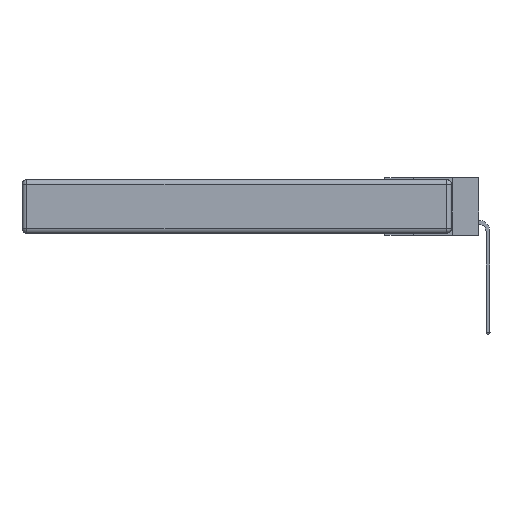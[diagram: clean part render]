
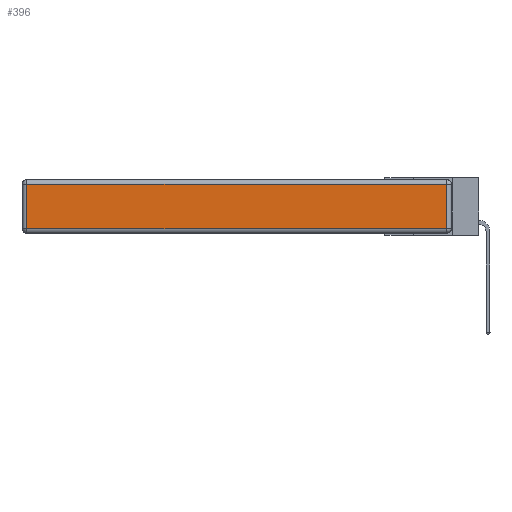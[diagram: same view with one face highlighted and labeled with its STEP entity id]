
A CAD part, left-side view. The second image highlights one B-rep face of the part: STEP entity #396.
In plain terms, the highlighted planar face has unit normal (-1, 0, 0).
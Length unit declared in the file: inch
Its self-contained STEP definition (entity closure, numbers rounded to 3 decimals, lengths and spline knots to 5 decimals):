
#384 = CARTESIAN_POINT ( 'NONE',  ( 0., 0.03, -0.03 ) ) ;
#396 = ADVANCED_FACE ( 'NONE', ( #9996 ), #14954, .T. ) ;
#1080 = EDGE_CURVE ( 'NONE', #1359, #2164, #21245, .T. ) ;
#1166 = EDGE_CURVE ( 'NONE', #21207, #14779, #9641, .T. ) ;
#1241 = DIRECTION ( 'NONE',  ( 0., 1., 0. ) ) ;
#1359 = VERTEX_POINT ( 'NONE', #384 ) ;
#2164 = VERTEX_POINT ( 'NONE', #27055 ) ;
#3381 = VECTOR ( 'NONE', #1241, 39.37008 ) ;
#4189 = VECTOR ( 'NONE', #18873, 39.37008 ) ;
#4353 = DIRECTION ( 'NONE',  ( -1., 0., 0. ) ) ;
#4367 = DIRECTION ( 'NONE',  ( 0., 0., 1. ) ) ;
#4752 = EDGE_CURVE ( 'NONE', #2164, #21207, #25022, .T. ) ;
#5534 = EDGE_LOOP ( 'NONE', ( #12730, #5921, #7708, #20748 ) ) ;
#5921 = ORIENTED_EDGE ( 'NONE', *, *, #9843, .T. ) ;
#7708 = ORIENTED_EDGE ( 'NONE', *, *, #1080, .T. ) ;
#9641 = LINE ( 'NONE', #21069, #15639 ) ;
#9843 = EDGE_CURVE ( 'NONE', #14779, #1359, #23501, .T. ) ;
#9996 = FACE_OUTER_BOUND ( 'NONE', #5534, .T. ) ;
#11115 = AXIS2_PLACEMENT_3D ( 'NONE', #19013, #4353, #23271 ) ;
#11360 = DIRECTION ( 'NONE',  ( 0., -1., 0. ) ) ;
#12730 = ORIENTED_EDGE ( 'NONE', *, *, #1166, .T. ) ;
#13617 = CARTESIAN_POINT ( 'NONE',  ( 0., 2.72, -0.313 ) ) ;
#14779 = VERTEX_POINT ( 'NONE', #25702 ) ;
#14954 = PLANE ( 'NONE',  #11115 ) ;
#15259 = VECTOR ( 'NONE', #4367, 39.37008 ) ;
#15639 = VECTOR ( 'NONE', #11360, 39.37008 ) ;
#16762 = CARTESIAN_POINT ( 'NONE',  ( 0., 2.72, -0.343 ) ) ;
#17355 = CARTESIAN_POINT ( 'NONE',  ( 0., 0.03, -0.343 ) ) ;
#18873 = DIRECTION ( 'NONE',  ( 0., 0., -1. ) ) ;
#19013 = CARTESIAN_POINT ( 'NONE',  ( 0., 0., -0.343 ) ) ;
#20748 = ORIENTED_EDGE ( 'NONE', *, *, #4752, .T. ) ;
#21069 = CARTESIAN_POINT ( 'NONE',  ( 0., 0., -0.313 ) ) ;
#21207 = VERTEX_POINT ( 'NONE', #13617 ) ;
#21245 = LINE ( 'NONE', #22310, #3381 ) ;
#22310 = CARTESIAN_POINT ( 'NONE',  ( 0., 2.75, -0.03 ) ) ;
#23271 = DIRECTION ( 'NONE',  ( 0., 0., 1. ) ) ;
#23501 = LINE ( 'NONE', #17355, #15259 ) ;
#25022 = LINE ( 'NONE', #16762, #4189 ) ;
#25702 = CARTESIAN_POINT ( 'NONE',  ( 0., 0.03, -0.313 ) ) ;
#27055 = CARTESIAN_POINT ( 'NONE',  ( 0., 2.72, -0.03 ) ) ;
